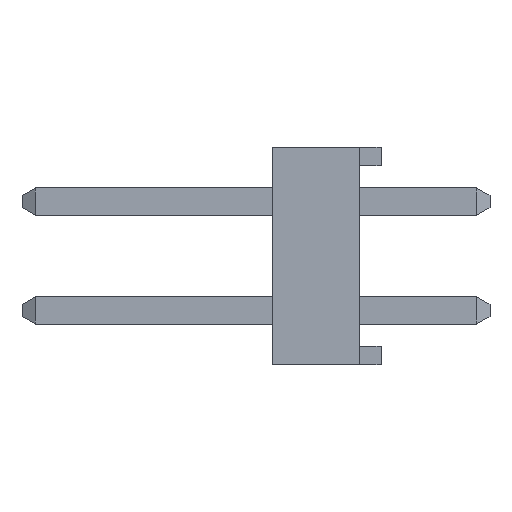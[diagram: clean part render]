
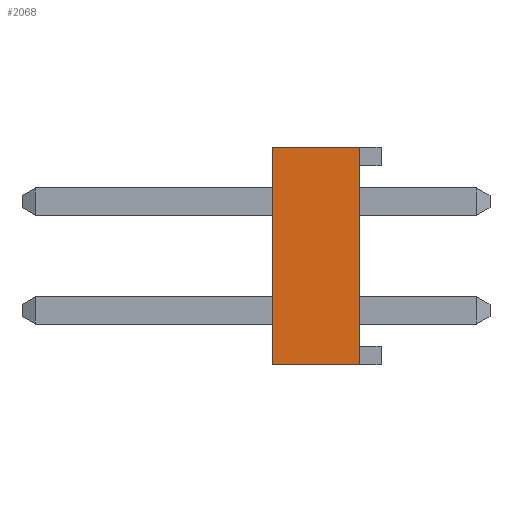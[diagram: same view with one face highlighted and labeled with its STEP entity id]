
A CAD part, left-side view. The second image highlights one B-rep face of the part: STEP entity #2068.
In plain terms, the highlighted planar face has unit normal (-1, 0, 0).
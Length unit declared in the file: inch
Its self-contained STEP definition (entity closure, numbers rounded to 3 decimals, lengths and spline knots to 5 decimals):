
#1188 = PLANE ( 'NONE',  #4979 ) ;
#1862 = VECTOR ( 'NONE', #15564, 39.37008 ) ;
#2068 = ADVANCED_FACE ( 'NONE', ( #2421 ), #1188, .F. ) ;
#2165 = LINE ( 'NONE', #32018, #29674 ) ;
#2421 = FACE_OUTER_BOUND ( 'NONE', #21616, .T. ) ;
#3689 = CARTESIAN_POINT ( 'NONE',  ( -0.9, 0.1, 0.1 ) ) ;
#4239 = ORIENTED_EDGE ( 'NONE', *, *, #25952, .T. ) ;
#4306 = CARTESIAN_POINT ( 'NONE',  ( -0.9, 0.1, -0.1 ) ) ;
#4979 = AXIS2_PLACEMENT_3D ( 'NONE', #27728, #25414, #8368 ) ;
#8368 = DIRECTION ( 'NONE',  ( 0., 1., 0. ) ) ;
#8373 = ORIENTED_EDGE ( 'NONE', *, *, #32301, .T. ) ;
#9779 = LINE ( 'NONE', #4306, #1862 ) ;
#9891 = VERTEX_POINT ( 'NONE', #3689 ) ;
#11069 = CARTESIAN_POINT ( 'NONE',  ( -0.9, 0.02, -0.1 ) ) ;
#11902 = VECTOR ( 'NONE', #16697, 39.37008 ) ;
#14329 = VECTOR ( 'NONE', #17777, 39.37008 ) ;
#15564 = DIRECTION ( 'NONE',  ( 0., -1., 0. ) ) ;
#15611 = DIRECTION ( 'NONE',  ( 0., 0., -1. ) ) ;
#16201 = CARTESIAN_POINT ( 'NONE',  ( -0.9, 0.1, 0.1 ) ) ;
#16697 = DIRECTION ( 'NONE',  ( 0., 0., -1. ) ) ;
#16781 = EDGE_CURVE ( 'NONE', #23221, #17080, #2165, .T. ) ;
#17080 = VERTEX_POINT ( 'NONE', #11069 ) ;
#17258 = VERTEX_POINT ( 'NONE', #21746 ) ;
#17768 = CARTESIAN_POINT ( 'NONE',  ( -0.9, 0.1, 0.1 ) ) ;
#17777 = DIRECTION ( 'NONE',  ( 0., -1., 0. ) ) ;
#18134 = ORIENTED_EDGE ( 'NONE', *, *, #19945, .F. ) ;
#19945 = EDGE_CURVE ( 'NONE', #9891, #23221, #28528, .T. ) ;
#21616 = EDGE_LOOP ( 'NONE', ( #4239, #32504, #18134, #8373 ) ) ;
#21746 = CARTESIAN_POINT ( 'NONE',  ( -0.9, 0.1, -0.1 ) ) ;
#23221 = VERTEX_POINT ( 'NONE', #29918 ) ;
#25414 = DIRECTION ( 'NONE',  ( 1., 0., 0. ) ) ;
#25952 = EDGE_CURVE ( 'NONE', #17258, #17080, #9779, .T. ) ;
#27728 = CARTESIAN_POINT ( 'NONE',  ( -0.9, 0.1, 0.1 ) ) ;
#28528 = LINE ( 'NONE', #16201, #14329 ) ;
#29674 = VECTOR ( 'NONE', #15611, 39.37008 ) ;
#29918 = CARTESIAN_POINT ( 'NONE',  ( -0.9, 0.02, 0.1 ) ) ;
#32018 = CARTESIAN_POINT ( 'NONE',  ( -0.9, 0.02, 0.1 ) ) ;
#32272 = LINE ( 'NONE', #17768, #11902 ) ;
#32301 = EDGE_CURVE ( 'NONE', #9891, #17258, #32272, .T. ) ;
#32504 = ORIENTED_EDGE ( 'NONE', *, *, #16781, .F. ) ;
